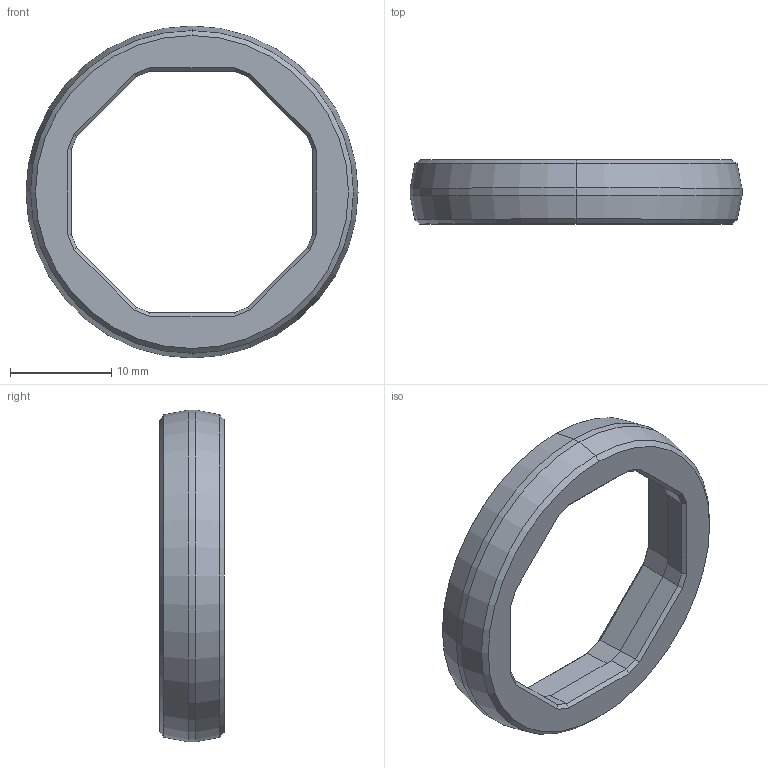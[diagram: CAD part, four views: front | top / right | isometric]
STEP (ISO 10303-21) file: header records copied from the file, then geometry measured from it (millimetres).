
FILE_DESCRIPTION(('FreeCAD Model'),'2;1');
FILE_NAME('M4_Hardware_07d_Node_4d.STEP','2017-02-20T12:29:32',('Author'), (''),'Open CASCADE STEP processor 6.8','FreeCAD','Unknown');
FILE_SCHEMA(('AUTOMOTIVE_DESIGN_CC2 { 1 2 10303 214 -1 1 5 4 }'));
Length unit declared in the file: millimetre
Products named in the file (1): M4_Hardware_07d_Node4d2
Bounding box: 32.87 x 6.35 x 32.87 mm (x, y, z)
Volume: 1938.9 mm3; surface area: 1693.9 mm2
Topology: 1 solids, 1 shells, 93 faces, 262 edges, 172 vertices
Faces by surface type: plane 83, cone 8, cylinder 2
Entity records: 7261 total; most frequent: CARTESIAN_POINT 2024, DIRECTION 944, LINE 730, VECTOR 730, ORIENTED_EDGE 524, PCURVE 524, DEFINITIONAL_REPRESENTATION 524, EDGE_CURVE 262
